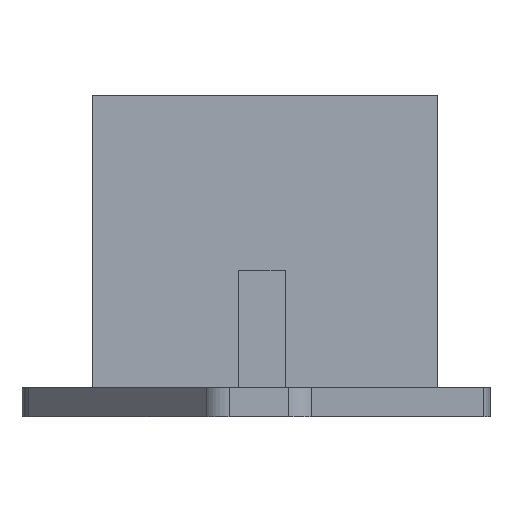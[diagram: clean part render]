
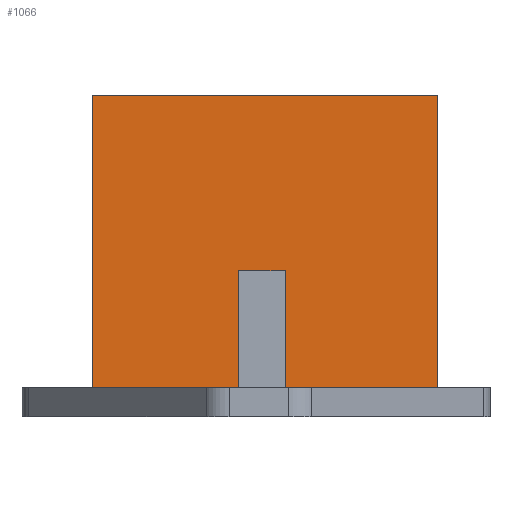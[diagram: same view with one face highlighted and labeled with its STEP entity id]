
A CAD part, front view. The second image highlights one B-rep face of the part: STEP entity #1066.
In plain terms, the highlighted planar face has unit normal (0, -1, 0).
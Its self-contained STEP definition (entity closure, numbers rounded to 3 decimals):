
#462 = VERTEX_POINT('',#463);
#463 = CARTESIAN_POINT('',(-28.,-13.,5.));
#480 = VERTEX_POINT('',#481);
#481 = CARTESIAN_POINT('',(31.,-13.,5.));
#487 = EDGE_CURVE('',#480,#462,#488,.T.);
#488 = LINE('',#489,#490);
#489 = CARTESIAN_POINT('',(31.,-13.,5.));
#490 = VECTOR('',#491,1.);
#491 = DIRECTION('',(-1.,0.,0.));
#1039 = EDGE_CURVE('',#462,#1040,#1042,.T.);
#1040 = VERTEX_POINT('',#1041);
#1041 = CARTESIAN_POINT('',(-28.,-13.,55.));
#1042 = LINE('',#1043,#1044);
#1043 = CARTESIAN_POINT('',(-28.,-13.,5.));
#1044 = VECTOR('',#1045,1.);
#1045 = DIRECTION('',(0.,0.,1.));
#1066 = ADVANCED_FACE('',(#1067),#1085,.T.);
#1067 = FACE_BOUND('',#1068,.T.);
#1068 = EDGE_LOOP('',(#1069,#1077,#1083,#1084));
#1069 = ORIENTED_EDGE('',*,*,#1070,.T.);
#1070 = EDGE_CURVE('',#480,#1071,#1073,.T.);
#1071 = VERTEX_POINT('',#1072);
#1072 = CARTESIAN_POINT('',(31.,-13.,55.));
#1073 = LINE('',#1074,#1075);
#1074 = CARTESIAN_POINT('',(31.,-13.,5.));
#1075 = VECTOR('',#1076,1.);
#1076 = DIRECTION('',(0.,0.,1.));
#1077 = ORIENTED_EDGE('',*,*,#1078,.T.);
#1078 = EDGE_CURVE('',#1071,#1040,#1079,.T.);
#1079 = LINE('',#1080,#1081);
#1080 = CARTESIAN_POINT('',(31.,-13.,55.));
#1081 = VECTOR('',#1082,1.);
#1082 = DIRECTION('',(-1.,0.,0.));
#1083 = ORIENTED_EDGE('',*,*,#1039,.F.);
#1084 = ORIENTED_EDGE('',*,*,#487,.F.);
#1085 = PLANE('',#1086);
#1086 = AXIS2_PLACEMENT_3D('',#1087,#1088,#1089);
#1087 = CARTESIAN_POINT('',(31.,-13.,5.));
#1088 = DIRECTION('',(0.,-1.,0.));
#1089 = DIRECTION('',(-1.,0.,0.));
